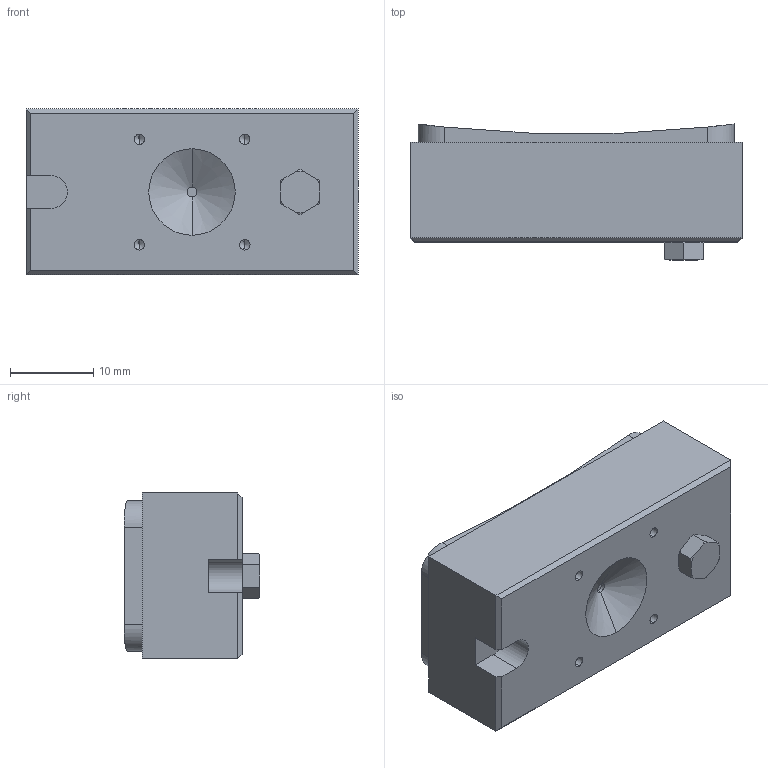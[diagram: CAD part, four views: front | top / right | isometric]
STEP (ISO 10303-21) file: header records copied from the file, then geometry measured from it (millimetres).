
FILE_DESCRIPTION (( 'STEP AP214' ), '1' );
FILE_NAME ('S3220LXXX150.STEP', '2023-01-05T19:46:54', ( '' ), ( '' ), 'SwSTEP 2.0', 'SolidWorks 2020', '' );
FILE_SCHEMA (( 'AUTOMOTIVE_DESIGN' ));
Length unit declared in the file: inch
Products named in the file (5): 62S18SXX_62S18S05; S3220LXXX150; 12S2001_12S2001; S90F030; S90A002
Assembly tree (3 placements, depth 2):
  S3220LXXX150
    12S2001_12S2001
    62S18SXX_62S18S05
    S90F030
  S90A002
Bounding box: 40 x 16.37 x 20 mm (x, y, z)
Volume: 9504.1 mm3; surface area: 5943.4 mm2
Topology: 3 solids, 3 shells, 104 faces, 273 edges, 171 vertices
Faces by surface type: plane 44, cylinder 32, cone 28
Entity records: 3537 total; most frequent: CARTESIAN_POINT 704, DIRECTION 531, ORIENTED_EDGE 526, EDGE_CURVE 263, AXIS2_PLACEMENT_3D 192, VERTEX_POINT 171, VECTOR 147, LINE 147
